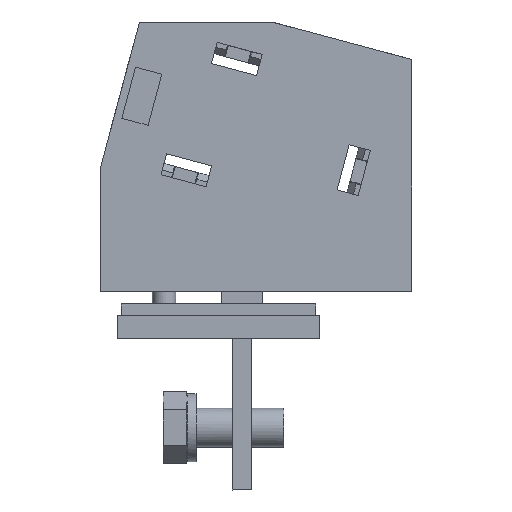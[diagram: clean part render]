
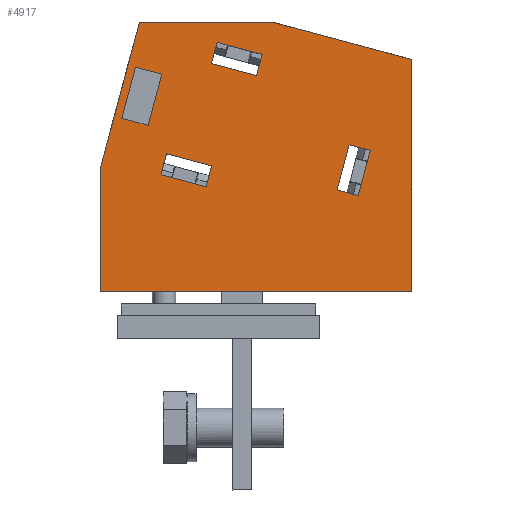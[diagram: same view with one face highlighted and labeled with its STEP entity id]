
A CAD part, left-side view. The second image highlights one B-rep face of the part: STEP entity #4917.
In plain terms, the highlighted planar face has unit normal (-1, 0, 0).
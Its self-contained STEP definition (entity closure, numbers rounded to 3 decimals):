
#4745=AXIS2_PLACEMENT_3D('Plane Axis2P3D',#4742,#4743,#4744) ;
#4028=CARTESIAN_POINT('Vertex',(0.,0.,25.5)) ;
#4031=CARTESIAN_POINT('Line Origine',(0.,20.,25.5)) ;
#4035=CARTESIAN_POINT('Vertex',(0.,40.,25.5)) ;
#4726=CARTESIAN_POINT('Vertex',(0.,0.,55.287)) ;
#4729=CARTESIAN_POINT('Line Origine',(0.,0.,40.393)) ;
#4742=CARTESIAN_POINT('Axis2P3D Location',(0.,21.8,25.5)) ;
#4747=CARTESIAN_POINT('Line Origine',(0.,8.981,57.693)) ;
#4751=CARTESIAN_POINT('Vertex',(0.,17.963,60.1)) ;
#4754=CARTESIAN_POINT('Line Origine',(0.,26.463,60.1)) ;
#4758=CARTESIAN_POINT('Vertex',(0.,34.963,60.1)) ;
#4761=CARTESIAN_POINT('Line Origine',(0.,37.481,50.7)) ;
#4765=CARTESIAN_POINT('Vertex',(0.,40.,41.3)) ;
#4768=CARTESIAN_POINT('Line Origine',(0.,40.,33.4)) ;
#4781=CARTESIAN_POINT('Line Origine',(0.,32.979,50.117)) ;
#4785=CARTESIAN_POINT('Vertex',(0.,33.859,46.833)) ;
#4787=CARTESIAN_POINT('Vertex',(0.,32.099,53.401)) ;
#4790=CARTESIAN_POINT('Line Origine',(0.,35.549,47.286)) ;
#4794=CARTESIAN_POINT('Vertex',(0.,37.24,47.739)) ;
#4797=CARTESIAN_POINT('Line Origine',(0.,36.36,51.023)) ;
#4801=CARTESIAN_POINT('Vertex',(0.,35.48,54.307)) ;
#4804=CARTESIAN_POINT('Line Origine',(0.,33.789,53.854)) ;
#4815=CARTESIAN_POINT('Line Origine',(0.,19.565,54.571)) ;
#4819=CARTESIAN_POINT('Vertex',(0.,19.927,53.219)) ;
#4821=CARTESIAN_POINT('Vertex',(0.,19.202,55.924)) ;
#4824=CARTESIAN_POINT('Line Origine',(0.,22.825,53.995)) ;
#4828=CARTESIAN_POINT('Vertex',(0.,25.722,54.772)) ;
#4831=CARTESIAN_POINT('Line Origine',(0.,25.36,56.124)) ;
#4835=CARTESIAN_POINT('Vertex',(0.,24.998,57.476)) ;
#4838=CARTESIAN_POINT('Line Origine',(0.,22.1,56.7)) ;
#4849=CARTESIAN_POINT('Line Origine',(0.,28.575,42.405)) ;
#4853=CARTESIAN_POINT('Vertex',(0.,25.678,41.628)) ;
#4855=CARTESIAN_POINT('Vertex',(0.,31.473,43.181)) ;
#4858=CARTESIAN_POINT('Line Origine',(0.,26.04,40.276)) ;
#4862=CARTESIAN_POINT('Vertex',(0.,26.402,38.924)) ;
#4865=CARTESIAN_POINT('Line Origine',(0.,29.3,39.7)) ;
#4869=CARTESIAN_POINT('Vertex',(0.,32.198,40.476)) ;
#4872=CARTESIAN_POINT('Line Origine',(0.,31.835,41.829)) ;
#4883=CARTESIAN_POINT('Line Origine',(0.,6.1,40.7)) ;
#4887=CARTESIAN_POINT('Vertex',(0.,6.876,37.802)) ;
#4889=CARTESIAN_POINT('Vertex',(0.,5.324,43.598)) ;
#4892=CARTESIAN_POINT('Line Origine',(0.,8.229,38.165)) ;
#4896=CARTESIAN_POINT('Vertex',(0.,9.581,38.527)) ;
#4899=CARTESIAN_POINT('Line Origine',(0.,8.805,41.425)) ;
#4903=CARTESIAN_POINT('Vertex',(0.,8.028,44.322)) ;
#4906=CARTESIAN_POINT('Line Origine',(0.,6.676,43.96)) ;
#4032=DIRECTION('Vector Direction',(0.,1.,0.)) ;
#4730=DIRECTION('Vector Direction',(0.,0.,-1.)) ;
#4743=DIRECTION('Axis2P3D Direction',(1.,-0.,0.)) ;
#4744=DIRECTION('Axis2P3D XDirection',(0.,0.,-1.)) ;
#4748=DIRECTION('Vector Direction',(0.,-0.966,-0.259)) ;
#4755=DIRECTION('Vector Direction',(0.,-1.,0.)) ;
#4762=DIRECTION('Vector Direction',(0.,-0.259,0.966)) ;
#4769=DIRECTION('Vector Direction',(0.,0.,1.)) ;
#4782=DIRECTION('Vector Direction',(0.,0.259,-0.966)) ;
#4791=DIRECTION('Vector Direction',(0.,0.966,0.259)) ;
#4798=DIRECTION('Vector Direction',(0.,-0.259,0.966)) ;
#4805=DIRECTION('Vector Direction',(0.,-0.966,-0.259)) ;
#4816=DIRECTION('Vector Direction',(0.,0.259,-0.966)) ;
#4825=DIRECTION('Vector Direction',(0.,-0.966,-0.259)) ;
#4832=DIRECTION('Vector Direction',(0.,0.259,-0.966)) ;
#4839=DIRECTION('Vector Direction',(0.,-0.966,-0.259)) ;
#4850=DIRECTION('Vector Direction',(0.,-0.966,-0.259)) ;
#4859=DIRECTION('Vector Direction',(0.,-0.259,0.966)) ;
#4866=DIRECTION('Vector Direction',(0.,-0.966,-0.259)) ;
#4873=DIRECTION('Vector Direction',(0.,0.259,-0.966)) ;
#4884=DIRECTION('Vector Direction',(0.,0.259,-0.966)) ;
#4893=DIRECTION('Vector Direction',(0.,-0.966,-0.259)) ;
#4900=DIRECTION('Vector Direction',(0.,0.259,-0.966)) ;
#4907=DIRECTION('Vector Direction',(0.,-0.966,-0.259)) ;
#4033=VECTOR('Line Direction',#4032,1.) ;
#4731=VECTOR('Line Direction',#4730,1.) ;
#4749=VECTOR('Line Direction',#4748,1.) ;
#4756=VECTOR('Line Direction',#4755,1.) ;
#4763=VECTOR('Line Direction',#4762,1.) ;
#4770=VECTOR('Line Direction',#4769,1.) ;
#4783=VECTOR('Line Direction',#4782,1.) ;
#4792=VECTOR('Line Direction',#4791,1.) ;
#4799=VECTOR('Line Direction',#4798,1.) ;
#4806=VECTOR('Line Direction',#4805,1.) ;
#4817=VECTOR('Line Direction',#4816,1.) ;
#4826=VECTOR('Line Direction',#4825,1.) ;
#4833=VECTOR('Line Direction',#4832,1.) ;
#4840=VECTOR('Line Direction',#4839,1.) ;
#4851=VECTOR('Line Direction',#4850,1.) ;
#4860=VECTOR('Line Direction',#4859,1.) ;
#4867=VECTOR('Line Direction',#4866,1.) ;
#4874=VECTOR('Line Direction',#4873,1.) ;
#4885=VECTOR('Line Direction',#4884,1.) ;
#4894=VECTOR('Line Direction',#4893,1.) ;
#4901=VECTOR('Line Direction',#4900,1.) ;
#4908=VECTOR('Line Direction',#4907,1.) ;
#4774=ORIENTED_EDGE('',*,*,#4753,.F.) ;
#4775=ORIENTED_EDGE('',*,*,#4760,.F.) ;
#4776=ORIENTED_EDGE('',*,*,#4767,.F.) ;
#4777=ORIENTED_EDGE('',*,*,#4772,.F.) ;
#4778=ORIENTED_EDGE('',*,*,#4037,.F.) ;
#4779=ORIENTED_EDGE('',*,*,#4733,.F.) ;
#4810=ORIENTED_EDGE('',*,*,#4789,.F.) ;
#4811=ORIENTED_EDGE('',*,*,#4796,.F.) ;
#4812=ORIENTED_EDGE('',*,*,#4803,.F.) ;
#4813=ORIENTED_EDGE('',*,*,#4808,.F.) ;
#4844=ORIENTED_EDGE('',*,*,#4823,.F.) ;
#4845=ORIENTED_EDGE('',*,*,#4830,.F.) ;
#4846=ORIENTED_EDGE('',*,*,#4837,.F.) ;
#4847=ORIENTED_EDGE('',*,*,#4842,.F.) ;
#4878=ORIENTED_EDGE('',*,*,#4857,.F.) ;
#4879=ORIENTED_EDGE('',*,*,#4864,.F.) ;
#4880=ORIENTED_EDGE('',*,*,#4871,.F.) ;
#4881=ORIENTED_EDGE('',*,*,#4876,.F.) ;
#4912=ORIENTED_EDGE('',*,*,#4891,.F.) ;
#4913=ORIENTED_EDGE('',*,*,#4898,.F.) ;
#4914=ORIENTED_EDGE('',*,*,#4905,.F.) ;
#4915=ORIENTED_EDGE('',*,*,#4910,.F.) ;
#4814=FACE_BOUND('',#4809,.T.) ;
#4848=FACE_BOUND('',#4843,.T.) ;
#4882=FACE_BOUND('',#4877,.T.) ;
#4916=FACE_BOUND('',#4911,.T.) ;
#4917=ADVANCED_FACE('PRIMARY',(#4780,#4814,#4848,#4882,#4916),#4746,.F.) ;
#4037=EDGE_CURVE('',#4029,#4036,#4034,.T.) ;
#4733=EDGE_CURVE('',#4727,#4029,#4732,.T.) ;
#4753=EDGE_CURVE('',#4752,#4727,#4750,.T.) ;
#4760=EDGE_CURVE('',#4759,#4752,#4757,.T.) ;
#4767=EDGE_CURVE('',#4766,#4759,#4764,.T.) ;
#4772=EDGE_CURVE('',#4036,#4766,#4771,.T.) ;
#4789=EDGE_CURVE('',#4786,#4788,#4784,.F.) ;
#4796=EDGE_CURVE('',#4795,#4786,#4793,.F.) ;
#4803=EDGE_CURVE('',#4802,#4795,#4800,.F.) ;
#4808=EDGE_CURVE('',#4788,#4802,#4807,.F.) ;
#4823=EDGE_CURVE('',#4820,#4822,#4818,.F.) ;
#4830=EDGE_CURVE('',#4829,#4820,#4827,.T.) ;
#4837=EDGE_CURVE('',#4836,#4829,#4834,.T.) ;
#4842=EDGE_CURVE('',#4822,#4836,#4841,.F.) ;
#4857=EDGE_CURVE('',#4854,#4856,#4852,.F.) ;
#4864=EDGE_CURVE('',#4863,#4854,#4861,.T.) ;
#4871=EDGE_CURVE('',#4870,#4863,#4868,.T.) ;
#4876=EDGE_CURVE('',#4856,#4870,#4875,.T.) ;
#4891=EDGE_CURVE('',#4888,#4890,#4886,.F.) ;
#4898=EDGE_CURVE('',#4897,#4888,#4895,.T.) ;
#4905=EDGE_CURVE('',#4904,#4897,#4902,.T.) ;
#4910=EDGE_CURVE('',#4890,#4904,#4909,.F.) ;
#4773=EDGE_LOOP('',(#4774,#4775,#4776,#4777,#4778,#4779)) ;
#4809=EDGE_LOOP('',(#4810,#4811,#4812,#4813)) ;
#4843=EDGE_LOOP('',(#4844,#4845,#4846,#4847)) ;
#4877=EDGE_LOOP('',(#4878,#4879,#4880,#4881)) ;
#4911=EDGE_LOOP('',(#4912,#4913,#4914,#4915)) ;
#4780=FACE_OUTER_BOUND('',#4773,.T.) ;
#4034=LINE('Line',#4031,#4033) ;
#4732=LINE('Line',#4729,#4731) ;
#4750=LINE('Line',#4747,#4749) ;
#4757=LINE('Line',#4754,#4756) ;
#4764=LINE('Line',#4761,#4763) ;
#4771=LINE('Line',#4768,#4770) ;
#4784=LINE('Line',#4781,#4783) ;
#4793=LINE('Line',#4790,#4792) ;
#4800=LINE('Line',#4797,#4799) ;
#4807=LINE('Line',#4804,#4806) ;
#4818=LINE('Line',#4815,#4817) ;
#4827=LINE('Line',#4824,#4826) ;
#4834=LINE('Line',#4831,#4833) ;
#4841=LINE('Line',#4838,#4840) ;
#4852=LINE('Line',#4849,#4851) ;
#4861=LINE('Line',#4858,#4860) ;
#4868=LINE('Line',#4865,#4867) ;
#4875=LINE('Line',#4872,#4874) ;
#4886=LINE('Line',#4883,#4885) ;
#4895=LINE('Line',#4892,#4894) ;
#4902=LINE('Line',#4899,#4901) ;
#4909=LINE('Line',#4906,#4908) ;
#4746=PLANE('',#4745) ;
#4029=VERTEX_POINT('',#4028) ;
#4036=VERTEX_POINT('',#4035) ;
#4727=VERTEX_POINT('',#4726) ;
#4752=VERTEX_POINT('',#4751) ;
#4759=VERTEX_POINT('',#4758) ;
#4766=VERTEX_POINT('',#4765) ;
#4786=VERTEX_POINT('',#4785) ;
#4788=VERTEX_POINT('',#4787) ;
#4795=VERTEX_POINT('',#4794) ;
#4802=VERTEX_POINT('',#4801) ;
#4820=VERTEX_POINT('',#4819) ;
#4822=VERTEX_POINT('',#4821) ;
#4829=VERTEX_POINT('',#4828) ;
#4836=VERTEX_POINT('',#4835) ;
#4854=VERTEX_POINT('',#4853) ;
#4856=VERTEX_POINT('',#4855) ;
#4863=VERTEX_POINT('',#4862) ;
#4870=VERTEX_POINT('',#4869) ;
#4888=VERTEX_POINT('',#4887) ;
#4890=VERTEX_POINT('',#4889) ;
#4897=VERTEX_POINT('',#4896) ;
#4904=VERTEX_POINT('',#4903) ;
